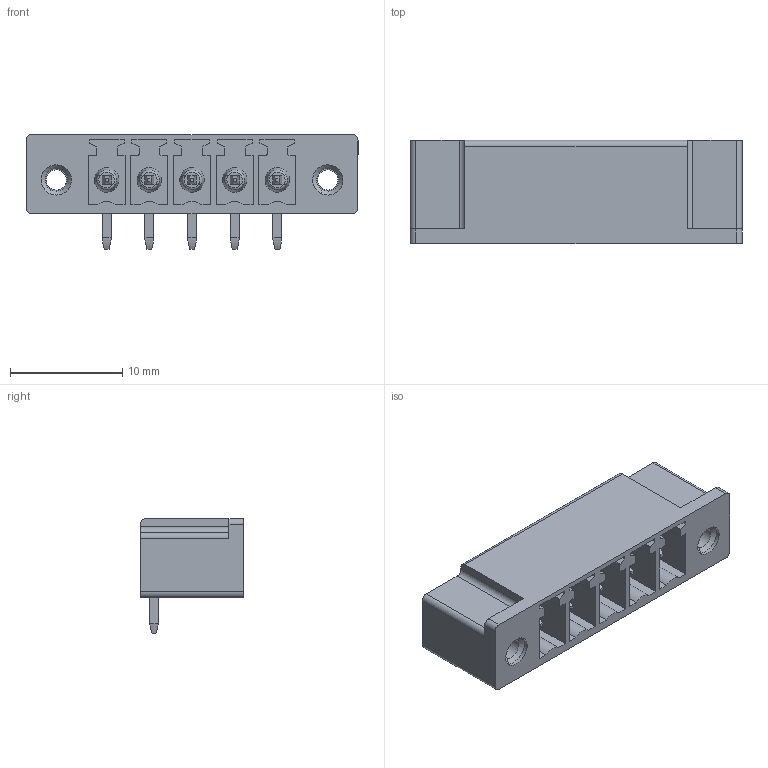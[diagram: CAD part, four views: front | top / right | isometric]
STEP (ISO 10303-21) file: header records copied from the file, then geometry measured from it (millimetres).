
FILE_DESCRIPTION(('CATIA V5 STEP Exchange','CAx-IF Rec.Pracs.--- Model Styling and Organization---1.2---2011-12-15'),'2;1');
FILE_NAME ('D1456259_0', '2018-09-29T04:42:12+00:00', ('none'), ('Weidmueller'), 'CATIA Version 5-6 Release 2014', 'CATIA V5 STEP AP214', 'none');
FILE_SCHEMA(('AUTOMOTIVE_DESIGN { 1 0 10303 214 1 1 1 1 }'));
Length unit declared in the file: millimetre
Products named in the file (1): 1793360000
Bounding box: 29.64 x 9.2 x 10.25 mm (x, y, z)
Volume: 1071.7 mm3; surface area: 2336.8 mm2
Topology: 6 solids, 6 shells, 428 faces, 1215 edges, 816 vertices
Faces by surface type: plane 293, cylinder 111, cone 14, torus 10
Entity records: 12975 total; most frequent: CARTESIAN_POINT 2526, ORIENTED_EDGE 2430, DIRECTION 1688, EDGE_CURVE 1215, VECTOR 933, LINE 933, VERTEX_POINT 816, AXIS2_PLACEMENT_3D 497
